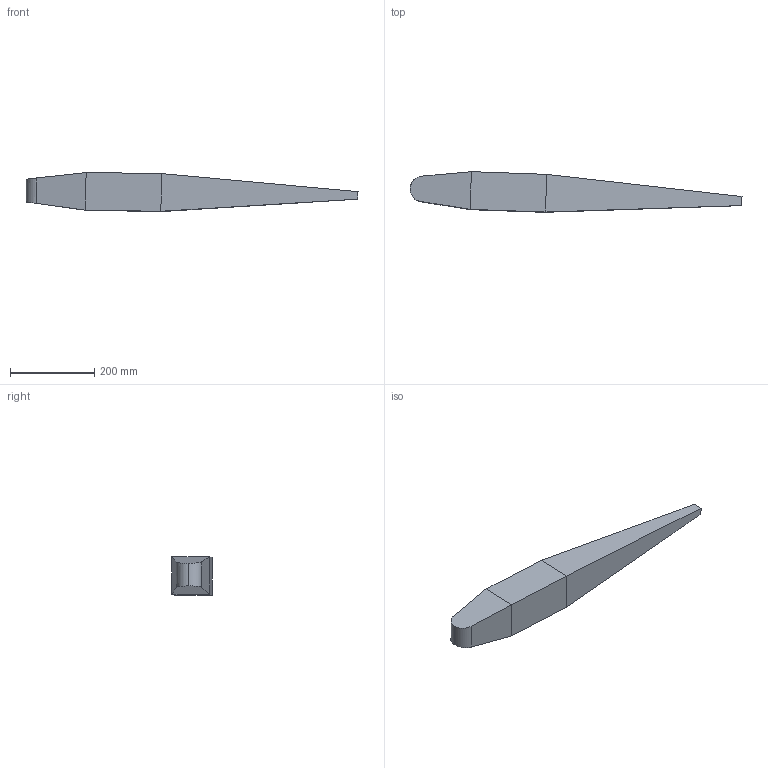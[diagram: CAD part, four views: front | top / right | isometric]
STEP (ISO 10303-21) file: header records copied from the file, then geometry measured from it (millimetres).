
FILE_DESCRIPTION(/* description */ (''),/* implementation_level */ '2;1');
FILE_NAME(/* name */ 'Fuselage v3.step',/* time_stamp */ '2021-06-25T22:05:12+06:00',/* author */ (''),/* organization */ (''),/* preprocessor_version */ 'ST-DEVELOPER v18.1',/* originating_system */ 'Autodesk Translation Framework v10.6.0.1341',/* authorisation */ '');
FILE_SCHEMA (('AUTOMOTIVE_DESIGN { 1 0 10303 214 3 1 1 }'));
Length unit declared in the file: centimetre
Products named in the file (2): Fuselage; Conventional Aircraft Configuration
Assembly tree (1 placements, depth 2):
  Fuselage
    Conventional Aircraft Configuration
Bounding box: 788 x 96.34 x 92.68 mm (x, y, z)
Volume: 3744771.2 mm3; surface area: 209087.6 mm2
Topology: 1 solids, 1 shells, 16 faces, 34 edges, 20 vertices
Faces by surface type: plane 14, cylinder 2
Entity records: 460 total; most frequent: DIRECTION 76, CARTESIAN_POINT 73, ORIENTED_EDGE 68, EDGE_CURVE 34, LINE 30, VECTOR 30, AXIS2_PLACEMENT_3D 23, VERTEX_POINT 20
